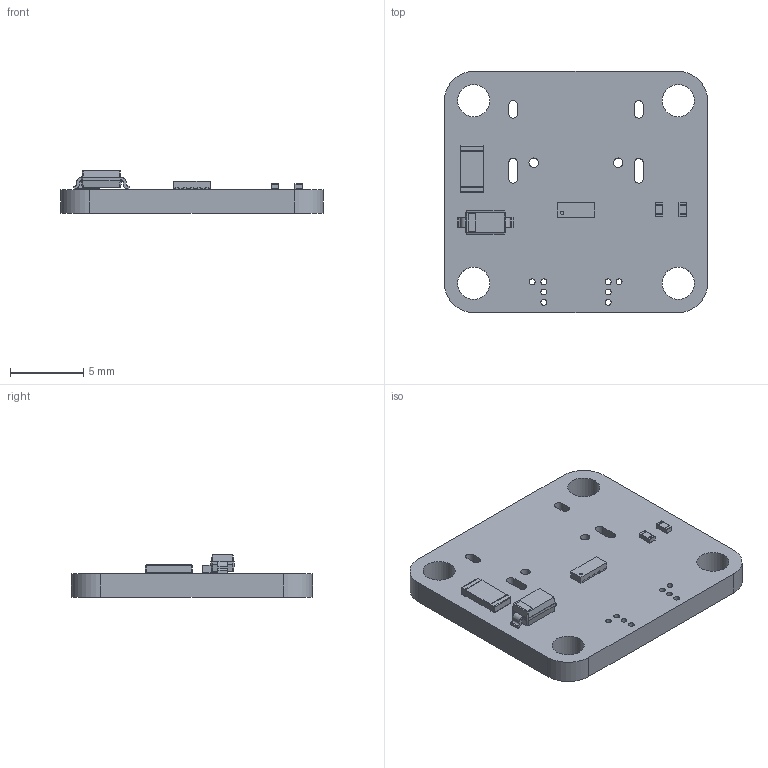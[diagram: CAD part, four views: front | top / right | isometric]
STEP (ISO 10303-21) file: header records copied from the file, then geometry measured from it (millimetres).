
FILE_DESCRIPTION(('KiCad electronic assembly'),'2;1');
FILE_NAME('UDB-C4_oct13.step','2024-08-25T18:08:57',('Pcbnew'),('Kicad') ,'Open CASCADE STEP processor 7.8','KiCad to STEP converter','Unknown' );
FILE_SCHEMA(('AUTOMOTIVE_DESIGN { 1 0 10303 214 1 1 1 1 }'));
Length unit declared in the file: millimetre
Products named in the file (10): UDB-C4_oct13 1; R_1206_3216Metric; R_0402_1005Metric; USON-10_2.5x1.0mm_P0.5mm; USON_10_25x10mm_Pitch05mm; D_SOD-123; D_SOD_123; UDB_PCB
Assembly tree (10 placements, depth 3):
  UDB-C4_oct13 1
    R_1206_3216Metric
      R_1206_3216Metric
    R_0402_1005Metric  x2
      R_0402_1005Metric
    USON-10_2.5x1.0mm_P0.5mm
      USON_10_25x10mm_Pitch05mm
    D_SOD-123
      D_SOD_123
    UDB_PCB
Bounding box: 18 x 16.5 x 2.91 mm (x, y, z)
Volume: 448.4 mm3; surface area: 791 mm2
Topology: 6 solids, 6 shells, 253 faces, 669 edges, 430 vertices
Faces by surface type: plane 158, cylinder 69, bspline 26
Full cylindrical faces by diameter (mm): 0.2 x1, 0.4 x8, 0.65 x2, 2.2 x4
Entity records: 8487 total; most frequent: CARTESIAN_POINT 1335, ORIENTED_EDGE 1202, DIRECTION 1115, EDGE_CURVE 601, LINE 447, VECTOR 447, VERTEX_POINT 386, AXIS2_PLACEMENT_3D 334
